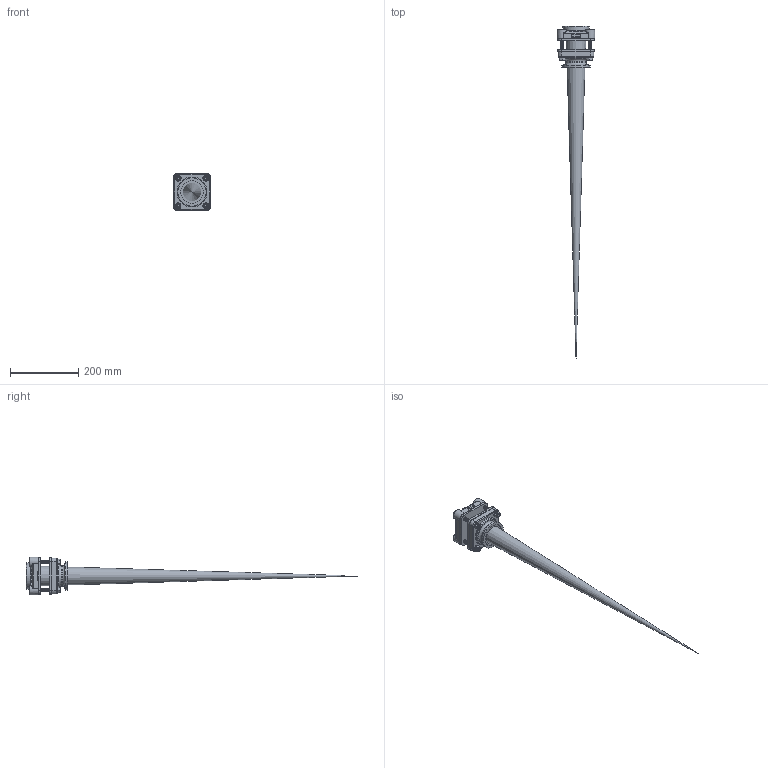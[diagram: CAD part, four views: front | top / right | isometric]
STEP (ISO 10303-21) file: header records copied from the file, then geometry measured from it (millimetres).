
FILE_DESCRIPTION(/* description */ ('2" FP MANIFOLD BOLTED TANK FLANGE, W/ 3" BOLTS'),/* implementation_level */ '2;1');
FILE_NAME(/* name */ 'MBF223.stp',/* time_stamp */ '2020-04-28T08:25:08-04:00',/* author */ ('ALR'),/* organization */ (''),/* preprocessor_version */ 'ST-DEVELOPER v17.2',/* originating_system */ 'Autodesk Inventor 2019',/* authorisation */ '');
FILE_SCHEMA (('AUTOMOTIVE_DESIGN { 1 0 10303 214 3 1 1 }'));
Length unit declared in the file: inch
Products named in the file (11): MBF223; BF221; BF221BD; BF278; V25378X; BF220GE; BF308; BF304A; V20018; V20019; VL1004
Assembly tree (23 placements, depth 3):
  MBF223
    BF221
      BF221BD
    BF278
      V25378X
    BF220GE  x2
    BF308  x4
    BF304A  x4
    V20018  x4
    V20019  x4
    VL1004
Bounding box: 109.93 x 970.58 x 109.94 mm (x, y, z)
Volume: 546906.3 mm3; surface area: 343813.6 mm2
Topology: 21 solids, 21 shells, 1583 faces, 4304 edges, 2793 vertices
Faces by surface type: cylinder 600, cone 563, plane 283, bspline 83, torus 50, sphere 4
Full cylindrical faces by diameter (mm): 8.236 x188, 9.525 x184, 9.652 x4, 10.414 x8, 11.125 x4, 18.288 x4, 18.847 x8, 18.923 x4, 28.575 x4, 50.8 x4, 58.674 x1, 66.548 x1, 66.802 x1, 76.2 x1, 83.058 x2
Entity records: 29349 total; most frequent: CARTESIAN_POINT 12611, ORIENTED_EDGE 3582, DIRECTION 3190, EDGE_CURVE 1791, AXIS2_PLACEMENT_3D 1228, VERTEX_POINT 1169, EDGE_LOOP 742, LINE 734
